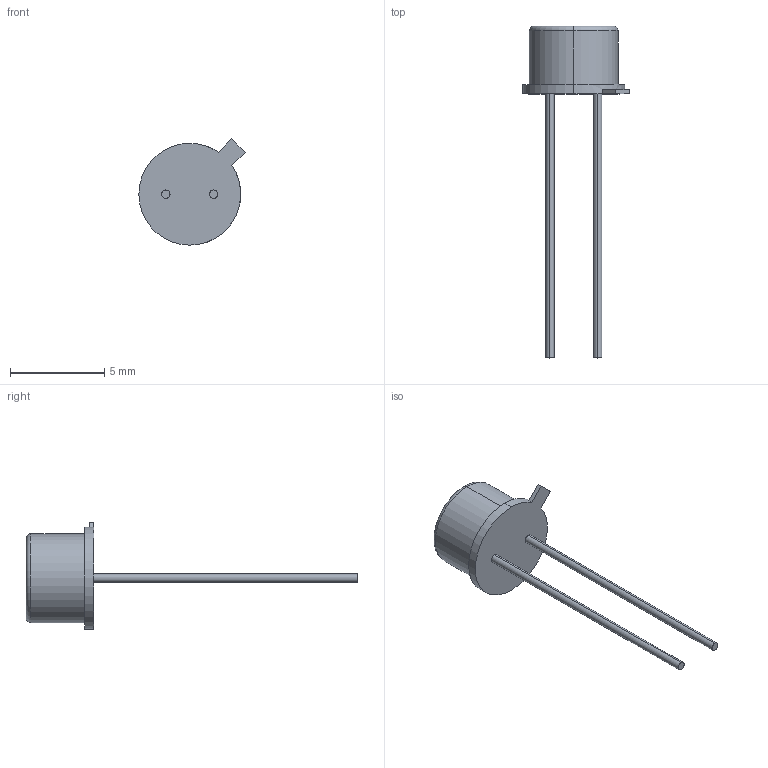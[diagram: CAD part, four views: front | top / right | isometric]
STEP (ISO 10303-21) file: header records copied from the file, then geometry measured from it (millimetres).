
FILE_DESCRIPTION (( 'STEP AP214' ), '1' );
FILE_NAME ('TTN132079-E0W.STEP', '2017-05-15T20:27:13', ( 'admin' ), ( '' ), 'SwSTEP 2.0', 'SolidWorks 2016', '' );
FILE_SCHEMA (( 'AUTOMOTIVE_DESIGN' ));
Length unit declared in the file: millimetre
Products named in the file (1): TTN132079-E0W
Bounding box: 5.64 x 17.6 x 5.64 mm (x, y, z)
Volume: 25.2 mm3; surface area: 199.7 mm2
Topology: 2 solids, 2 shells, 31 faces, 64 edges, 42 vertices
Faces by surface type: plane 17, cylinder 12, torus 2
Entity records: 1150 total; most frequent: DIRECTION 158, CARTESIAN_POINT 138, ORIENTED_EDGE 128, EDGE_CURVE 64, AXIS2_PLACEMENT_3D 62, VERTEX_POINT 42, EDGE_LOOP 36, VECTOR 34
